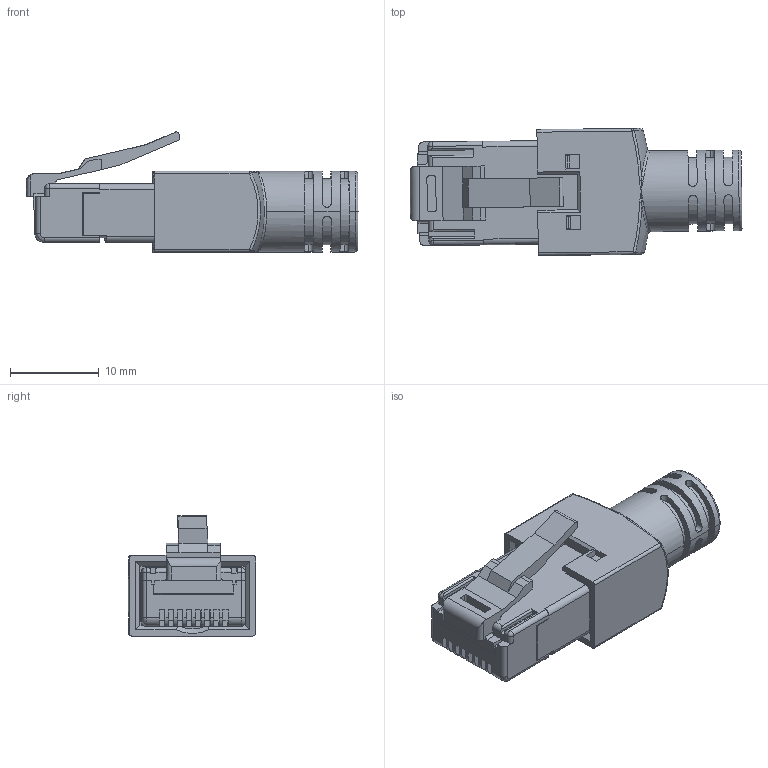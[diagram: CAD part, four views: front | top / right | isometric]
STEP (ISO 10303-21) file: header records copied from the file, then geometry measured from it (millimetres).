
FILE_DESCRIPTION (( 'STEP AP203' ), '1' );
FILE_NAME ('Customer-BB(090)A473.STEP', '2020-05-26T09:53:29', ( '' ), ( '' ), 'SwSTEP 2.0', 'SolidWorks 2018', '' );
FILE_SCHEMA (( 'CONFIG_CONTROL_DESIGN' ));
Length unit declared in the file: millimetre
Products named in the file (1): Customer-BB(090)A473
Bounding box: 37.43 x 14.33 x 13.54 mm (x, y, z)
Volume: 3233.1 mm3; surface area: 2057.1 mm2
Topology: 1 solids, 1 shells, 382 faces, 1057 edges, 676 vertices
Faces by surface type: plane 246, cylinder 103, bspline 16, torus 10, sphere 6, cone 1
Entity records: 12782 total; most frequent: CARTESIAN_POINT 3136, ORIENTED_EDGE 2094, DIRECTION 1869, EDGE_CURVE 1047, LINE 743, VECTOR 743, VERTEX_POINT 676, AXIS2_PLACEMENT_3D 563
